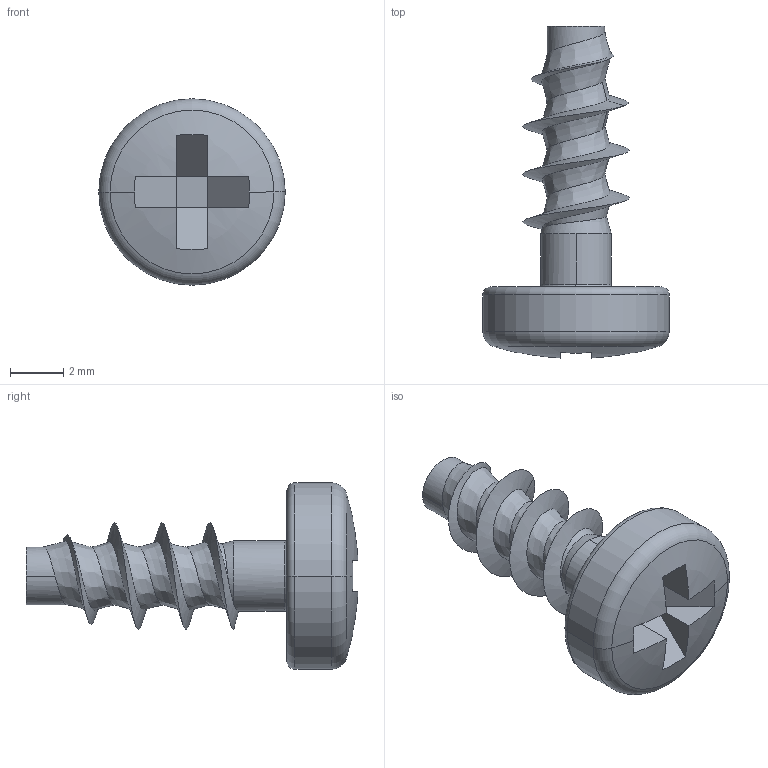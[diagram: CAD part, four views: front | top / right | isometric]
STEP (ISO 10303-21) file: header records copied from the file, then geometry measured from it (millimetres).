
FILE_DESCRIPTION((''),'2;1');
FILE_NAME('PT40X10','2017-05-24T',('kjell_andersson'),(''),'CREO PARAMETRIC BY PTC INC, 2015290','CREO PARAMETRIC BY PTC INC, 2015290','');
FILE_SCHEMA(('AUTOMOTIVE_DESIGN { 1 0 10303 214 1 1 1 1 }'));
Length unit declared in the file: millimetre
Products named in the file (1): PT40X10
Bounding box: 7 x 12.47 x 7 mm (x, y, z)
Volume: 132.1 mm3; surface area: 248.5 mm2
Topology: 1 solids, 1 shells, 40 faces, 93 edges, 56 vertices
Faces by surface type: plane 17, bspline 8, torus 6, cylinder 6, sphere 2, cone 1
Entity records: 3202 total; most frequent: CARTESIAN_POINT 1602, COLOUR_RGB 202, ORIENTED_EDGE 186, DIRECTION 175, EDGE_CURVE 93, PROPERTY_DEFINITION 87, REPRESENTATION 86, PROPERTY_DEFINITION_REPRESENTATION 86
